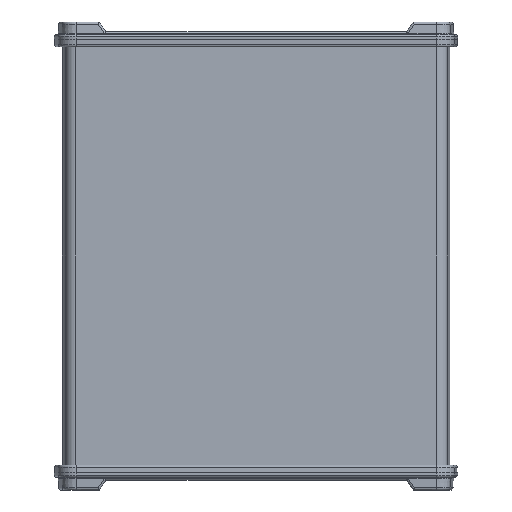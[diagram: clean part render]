
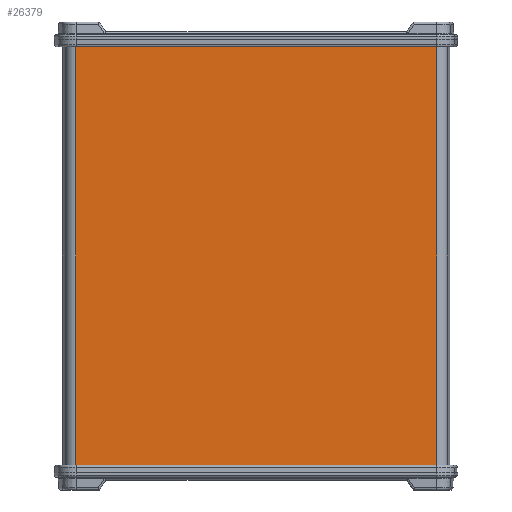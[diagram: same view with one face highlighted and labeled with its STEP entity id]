
A CAD part, front view. The second image highlights one B-rep face of the part: STEP entity #26379.
In plain terms, the highlighted planar face has unit normal (0, -1, 0).
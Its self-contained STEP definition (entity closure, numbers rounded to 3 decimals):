
#3308 = VECTOR ( 'NONE', #8784, 1000. ) ;
#4791 = DIRECTION ( 'NONE',  ( 0., 0., -1. ) ) ;
#5576 = CARTESIAN_POINT ( 'NONE',  ( -84.993, -42.5, 150. ) ) ;
#7743 = FACE_OUTER_BOUND ( 'NONE', #28995, .T. ) ;
#7967 = CARTESIAN_POINT ( 'NONE',  ( 84.993, -42.5, 150. ) ) ;
#8784 = DIRECTION ( 'NONE',  ( 1., 0., 0. ) ) ;
#8832 = CARTESIAN_POINT ( 'NONE',  ( 84.993, -42.5, -50. ) ) ;
#10265 = VERTEX_POINT ( 'NONE', #35071 ) ;
#11964 = CARTESIAN_POINT ( 'NONE',  ( -84.993, -42.5, -50. ) ) ;
#12218 = VERTEX_POINT ( 'NONE', #20936 ) ;
#12286 = VECTOR ( 'NONE', #33396, 1000. ) ;
#16137 = DIRECTION ( 'NONE',  ( 0., 1., 0. ) ) ;
#16347 = EDGE_CURVE ( 'NONE', #10265, #38225, #39128, .T. ) ;
#16837 = EDGE_CURVE ( 'NONE', #10265, #12218, #21169, .T. ) ;
#17327 = AXIS2_PLACEMENT_3D ( 'NONE', #28725, #16137, #38337 ) ;
#20635 = EDGE_CURVE ( 'NONE', #12218, #41061, #27666, .T. ) ;
#20936 = CARTESIAN_POINT ( 'NONE',  ( 84.993, -42.5, 150. ) ) ;
#21169 = LINE ( 'NONE', #5576, #3308 ) ;
#21896 = DIRECTION ( 'NONE',  ( 0., 0., -1. ) ) ;
#22221 = VECTOR ( 'NONE', #21896, 1000. ) ;
#25449 = EDGE_CURVE ( 'NONE', #38225, #41061, #30165, .T. ) ;
#26379 = ADVANCED_FACE ( 'NONE', ( #7743 ), #35157, .F. ) ;
#26519 = ORIENTED_EDGE ( 'NONE', *, *, #20635, .F. ) ;
#26655 = VECTOR ( 'NONE', #4791, 1000. ) ;
#27666 = LINE ( 'NONE', #7967, #26655 ) ;
#28725 = CARTESIAN_POINT ( 'NONE',  ( -84.993, -42.5, 150. ) ) ;
#28995 = EDGE_LOOP ( 'NONE', ( #37080, #30819, #26519, #29622 ) ) ;
#29622 = ORIENTED_EDGE ( 'NONE', *, *, #16837, .F. ) ;
#30165 = LINE ( 'NONE', #30179, #12286 ) ;
#30179 = CARTESIAN_POINT ( 'NONE',  ( -84.993, -42.5, -50. ) ) ;
#30819 = ORIENTED_EDGE ( 'NONE', *, *, #25449, .T. ) ;
#33396 = DIRECTION ( 'NONE',  ( 1., 0., 0. ) ) ;
#35071 = CARTESIAN_POINT ( 'NONE',  ( -84.993, -42.5, 150. ) ) ;
#35157 = PLANE ( 'NONE',  #17327 ) ;
#37080 = ORIENTED_EDGE ( 'NONE', *, *, #16347, .T. ) ;
#38225 = VERTEX_POINT ( 'NONE', #11964 ) ;
#38337 = DIRECTION ( 'NONE',  ( -1., 0., 0. ) ) ;
#39128 = LINE ( 'NONE', #40875, #22221 ) ;
#40875 = CARTESIAN_POINT ( 'NONE',  ( -84.993, -42.5, 150. ) ) ;
#41061 = VERTEX_POINT ( 'NONE', #8832 ) ;
